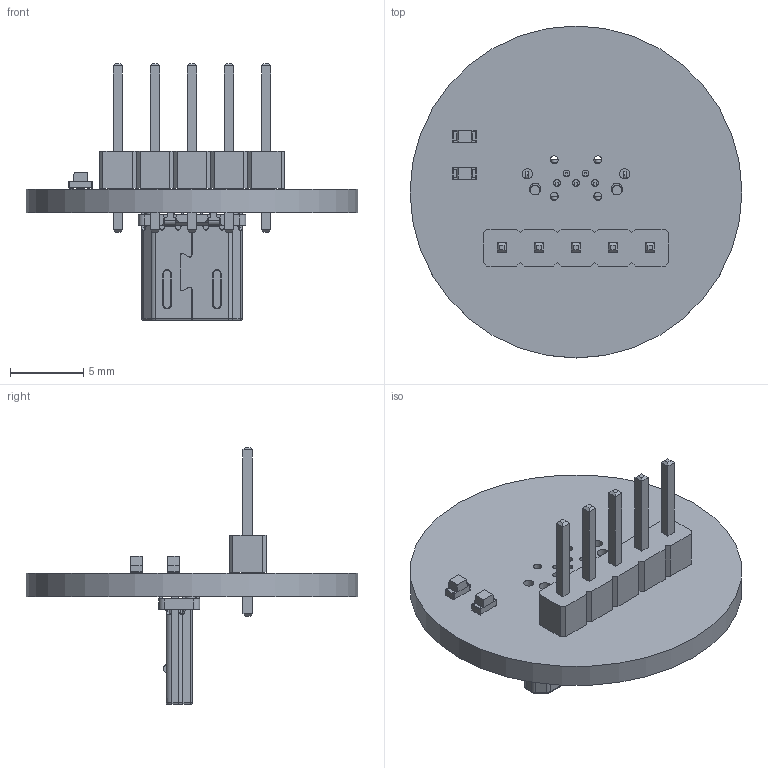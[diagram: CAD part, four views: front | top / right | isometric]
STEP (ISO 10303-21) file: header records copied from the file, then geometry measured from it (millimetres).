
FILE_DESCRIPTION(('KiCad electronic assembly'),'2;1');
FILE_NAME('usb_breakout.step','2021-03-25T04:50:15',('An Author'),( 'A Company'),'Open CASCADE STEP processor 6.9', 'KiCad to STEP converter','Unknown');
FILE_SCHEMA(('AUTOMOTIVE_DESIGN { 1 0 10303 214 1 1 1 1 }'));
Length unit declared in the file: millimetre
Products named in the file (8): Open CASCADE STEP translator 6.9 1; USB3150-30-130-A; COMPOUND; PinHeader_1x05_P2.54mm_Vertical; SOLID; LED_0603_1608Metric
Assembly tree (8 placements, depth 3):
  Open CASCADE STEP translator 6.9 1
    USB3150-30-130-A
      COMPOUND
    PinHeader_1x05_P2.54mm_Vertical
      SOLID
    LED_0603_1608Metric  x2
      SOLID
    COMPOUND
Bounding box: 22.72 x 22.72 x 17.57 mm (x, y, z)
Volume: 821.1 mm3; surface area: 1645 mm2
Topology: 11 solids, 11 shells, 646 faces, 1716 edges, 1108 vertices
Faces by surface type: plane 445, cylinder 185, torus 12, bspline 4
Full cylindrical faces by diameter (mm): 0.45 x5, 0.55 x4, 0.7 x2, 0.8 x2, 1 x5, 22.718 x1
Entity records: 41896 total; most frequent: CARTESIAN_POINT 8449, DIRECTION 6087, LINE 4031, VECTOR 4031, ORIENTED_EDGE 3166, PCURVE 3166, DEFINITIONAL_REPRESENTATION 3166, EDGE_CURVE 1583
